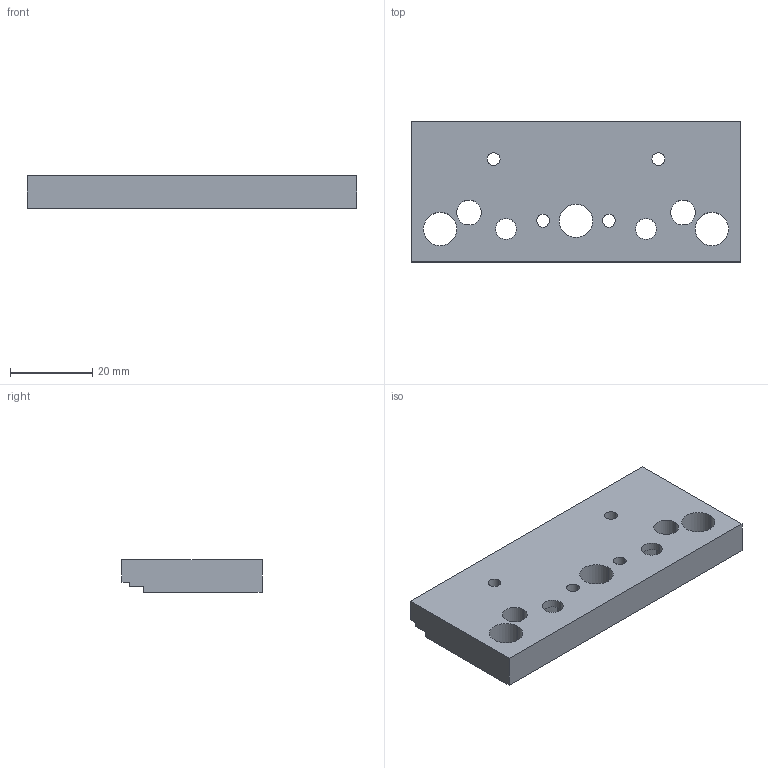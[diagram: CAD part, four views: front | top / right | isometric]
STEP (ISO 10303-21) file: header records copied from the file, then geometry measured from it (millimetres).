
FILE_DESCRIPTION (( 'STEP AP214' ), '1' );
FILE_NAME ('CNC加工件-v1.5.0_嘉立创-固定-20250729.STEP', '2025-07-29T13:53:51', ( '' ), ( '' ), 'SwSTEP 2.0', 'SolidWorks 2018', '' );
FILE_SCHEMA (( 'AUTOMOTIVE_DESIGN' ));
Length unit declared in the file: millimetre
Products named in the file (1): CNC加工件-v1.5.0_嘉立创-固定-20250729
Bounding box: 80 x 34 x 8 mm (x, y, z)
Volume: 18045.6 mm3; surface area: 8404.9 mm2
Topology: 1 solids, 1 shells, 66 faces, 180 edges, 120 vertices
Faces by surface type: plane 42, cylinder 24
Entity records: 2170 total; most frequent: CARTESIAN_POINT 367, DIRECTION 362, ORIENTED_EDGE 360, EDGE_CURVE 180, LINE 132, VECTOR 132, VERTEX_POINT 120, AXIS2_PLACEMENT_3D 115
